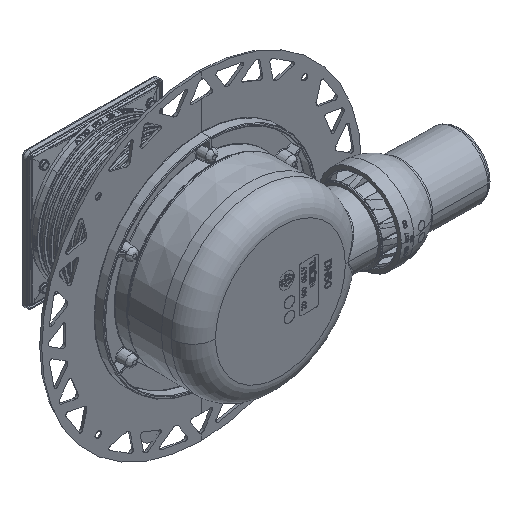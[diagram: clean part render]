
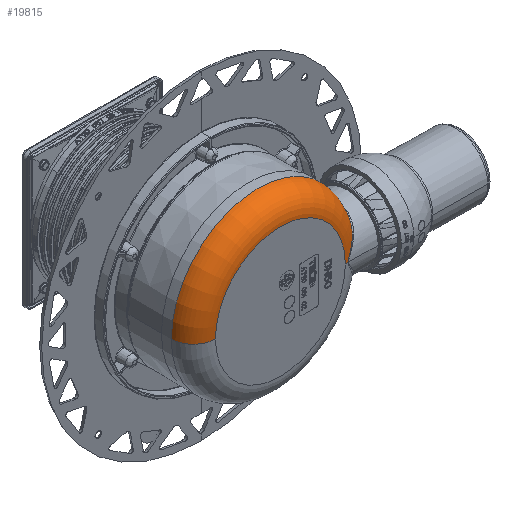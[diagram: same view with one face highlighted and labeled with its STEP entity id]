
A CAD part, isometric view. The second image highlights one B-rep face of the part: STEP entity #19815.
In plain terms, the highlighted toroidal (fillet/blend) face has major radius 51.173 mm and minor radius 17.5 mm.
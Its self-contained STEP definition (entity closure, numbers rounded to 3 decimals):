
#699=CARTESIAN_POINT('',(0.,-35.053,0.));
#700=DIRECTION('',(0.,-1.,0.));
#701=DIRECTION('',(0.93,0.,0.367));
#702=AXIS2_PLACEMENT_3D('',#699,#700,#701);
#908=CARTESIAN_POINT('',(63.875,-35.053,25.216));
#909=CARTESIAN_POINT('',(63.911,-35.356,25.119));
#910=CARTESIAN_POINT('',(63.97,-35.961,24.911));
#911=CARTESIAN_POINT('',(64.022,-36.866,24.558));
#912=CARTESIAN_POINT('',(64.038,-37.765,24.165));
#913=CARTESIAN_POINT('',(64.017,-38.658,23.728));
#914=CARTESIAN_POINT('',(63.96,-39.542,23.249));
#915=CARTESIAN_POINT('',(63.867,-40.418,22.725));
#916=CARTESIAN_POINT('',(63.736,-41.282,22.157));
#917=CARTESIAN_POINT('',(63.567,-42.133,21.542));
#918=CARTESIAN_POINT('',(63.36,-42.97,20.879));
#919=CARTESIAN_POINT('',(63.113,-43.79,20.169));
#920=CARTESIAN_POINT('',(62.826,-44.592,19.408));
#921=CARTESIAN_POINT('',(62.498,-45.372,18.598));
#922=CARTESIAN_POINT('',(62.127,-46.129,17.734));
#923=CARTESIAN_POINT('',(61.713,-46.859,16.819));
#924=CARTESIAN_POINT('',(61.254,-47.56,15.849));
#925=CARTESIAN_POINT('',(60.748,-48.228,14.823));
#926=CARTESIAN_POINT('',(60.195,-48.861,13.741));
#927=CARTESIAN_POINT('',(59.592,-49.455,12.599));
#928=CARTESIAN_POINT('',(58.94,-50.006,11.399));
#929=CARTESIAN_POINT('',(58.226,-50.515,10.116));
#930=CARTESIAN_POINT('',(57.59,-50.896,8.995));
#931=CARTESIAN_POINT('',(57.016,-51.194,7.991));
#932=CARTESIAN_POINT('',(56.5,-51.426,7.091));
#933=CARTESIAN_POINT('',(56.041,-51.607,6.284));
#934=CARTESIAN_POINT('',(55.628,-51.751,5.551));
#935=CARTESIAN_POINT('',(55.26,-51.865,4.879));
#936=CARTESIAN_POINT('',(54.937,-51.954,4.271));
#937=CARTESIAN_POINT('',(54.658,-52.024,3.722));
#938=CARTESIAN_POINT('',(54.416,-52.079,3.216));
#939=CARTESIAN_POINT('',(54.217,-52.121,2.768));
#940=CARTESIAN_POINT('',(54.049,-52.154,2.354));
#941=CARTESIAN_POINT('',(53.894,-52.182,1.927));
#942=CARTESIAN_POINT('',(53.763,-52.204,1.5));
#943=CARTESIAN_POINT('',(53.663,-52.221,1.083));
#944=CARTESIAN_POINT('',(53.595,-52.231,0.687));
#945=CARTESIAN_POINT('',(53.559,-52.236,0.32));
#946=CARTESIAN_POINT('',(53.553,-52.237,0.102));
#947=CARTESIAN_POINT('',(53.553,-52.237,
0.));
#952=CARTESIAN_POINT('',(51.173,-34.9,0.));
#953=DIRECTION('',(0.,0.,1.));
#954=DIRECTION('',(0.,-1.,0.));
#955=AXIS2_PLACEMENT_3D('',#952,#953,#954);
#960=CARTESIAN_POINT('',(0.,-52.4,0.));
#961=DIRECTION('',(0.,-1.,0.));
#962=DIRECTION('',(1.,0.,0.));
#963=AXIS2_PLACEMENT_3D('',#960,#961,#962);
#968=CARTESIAN_POINT('',(-51.173,-34.9,0.));
#969=DIRECTION('',(0.,0.,-1.));
#970=DIRECTION('',(0.,-1.,0.));
#971=AXIS2_PLACEMENT_3D('',#968,#969,#970);
#976=CARTESIAN_POINT('',(53.553,-52.237,
0.));
#16599=CARTESIAN_POINT('',(-51.173,-52.4,0.));
#16600=CARTESIAN_POINT('',(-68.672,-35.053,
0.));
#16601=VERTEX_POINT('',#16599);
#16602=VERTEX_POINT('',#16600);
#16607=CARTESIAN_POINT('',(51.173,-52.4,0.));
#16608=VERTEX_POINT('',#16607);
#16705=VERTEX_POINT('',#976);
#16707=VERTEX_POINT('',#908);
#19800=CARTESIAN_POINT('',(0.,-34.9,0.));
#19801=DIRECTION('',(0.,1.,0.));
#19802=DIRECTION('',(1.,0.,0.));
#19803=AXIS2_PLACEMENT_3D('',#19800,#19801,#19802);
#19804=TOROIDAL_SURFACE('137',#19803,51.173,17.5);
#19805=ORIENTED_EDGE('2523',*,*,#19790,.T.);
#19807=ORIENTED_EDGE('2531',*,*,#19806,.F.);
#19809=ORIENTED_EDGE('138',*,*,#19808,.T.);
#19811=ORIENTED_EDGE('85',*,*,#19810,.T.);
#19812=ORIENTED_EDGE('8675',*,*,#19445,.F.);
#19813=EDGE_LOOP('137',(#19805,#19807,#19809,#19811,#19812));
#19814=FACE_OUTER_BOUND('137',#19813,.F.);
#19815=ADVANCED_FACE('137',(#19814),#19804,.T.);
#703=CIRCLE('8675',#702,68.672);
#948=B_SPLINE_CURVE_WITH_KNOTS('2523',3,(#908,#909,#910,#911,#912,#913,#914,
#915,#916,#917,#918,#919,#920,#921,#922,#923,#924,#925,#926,#927,#928,#929,#930,
#931,#932,#933,#934,#935,#936,#937,#938,#939,#940,#941,#942,#943,#944,#945,#946,
#947),.UNSPECIFIED.,.F.,.F.,(4,1,1,1,1,1,1,1,1,1,1,1,1,1,1,1,1,1,1,1,1,1,1,1,1,
1,1,1,1,1,1,1,1,1,1,1,1,4),(0.,0.027,0.054,
0.081,0.108,0.135,0.162,
0.189,0.216,0.243,0.27,
0.297,0.324,0.351,0.378,
0.405,0.432,0.459,0.486,
0.514,0.541,0.568,0.595,
0.622,0.649,0.676,0.703,
0.73,0.757,0.784,0.811,
0.838,0.865,0.892,0.919,
0.946,0.973,1.),.UNSPECIFIED.);
#956=CIRCLE('2531',#955,17.5);
#964=CIRCLE('138',#963,51.173);
#972=CIRCLE('85',#971,17.5);
#19445=EDGE_CURVE('8675',#16707,#16602,#703,.T.);
#19790=EDGE_CURVE('2523',#16707,#16705,#948,.T.);
#19806=EDGE_CURVE('2531',#16608,#16705,#956,.T.);
#19808=EDGE_CURVE('138',#16608,#16601,#964,.T.);
#19810=EDGE_CURVE('85',#16601,#16602,#972,.T.);
